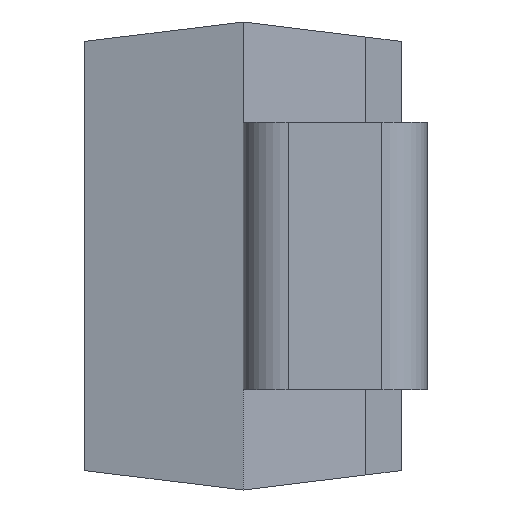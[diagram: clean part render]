
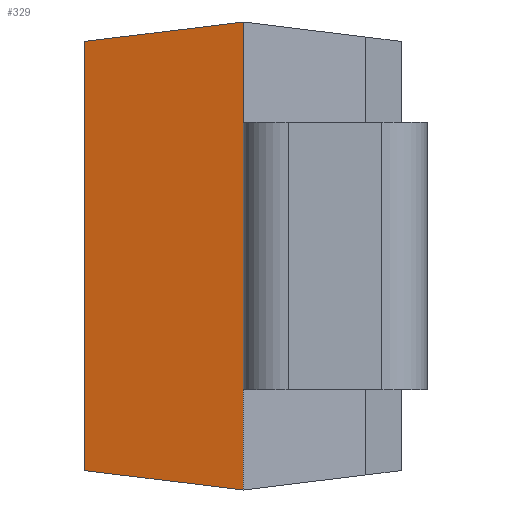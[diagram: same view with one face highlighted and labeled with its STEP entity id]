
A CAD part, left-side view. The second image highlights one B-rep face of the part: STEP entity #329.
In plain terms, the highlighted planar face has unit normal (-0.978, 0.208, 0).
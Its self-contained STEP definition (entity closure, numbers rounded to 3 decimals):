
#148 = DIRECTION ( 'NONE',  ( -0.206, -0.971, -0.119 ) ) ;
#153 = PLANE ( 'NONE',  #800 ) ;
#261 = ORIENTED_EDGE ( 'NONE', *, *, #768, .F. ) ;
#271 = CARTESIAN_POINT ( 'NONE',  ( -2.163, 1.425, 1.813 ) ) ;
#311 = ORIENTED_EDGE ( 'NONE', *, *, #1452, .T. ) ;
#329 = ADVANCED_FACE ( 'NONE', ( #897 ), #153, .F. ) ;
#435 = CARTESIAN_POINT ( 'NONE',  ( -2.163, 1.425, 1.813 ) ) ;
#445 = VERTEX_POINT ( 'NONE', #435 ) ;
#485 = ORIENTED_EDGE ( 'NONE', *, *, #1570, .T. ) ;
#588 = DIRECTION ( 'NONE',  ( 0.206, 0.971, -0.119 ) ) ;
#766 = VERTEX_POINT ( 'NONE', #1135 ) ;
#767 = LINE ( 'NONE', #271, #971 ) ;
#768 = EDGE_CURVE ( 'NONE', #445, #874, #767, .T. ) ;
#773 = LINE ( 'NONE', #1405, #824 ) ;
#800 = AXIS2_PLACEMENT_3D ( 'NONE', #887, #1018, #1390 ) ;
#824 = VECTOR ( 'NONE', #148, 1000. ) ;
#830 = LINE ( 'NONE', #1333, #1148 ) ;
#846 = EDGE_LOOP ( 'NONE', ( #261, #311, #485, #1458 ) ) ;
#874 = VERTEX_POINT ( 'NONE', #1584 ) ;
#887 = CARTESIAN_POINT ( 'NONE',  ( -2.163, 1.425, 1.813 ) ) ;
#897 = FACE_OUTER_BOUND ( 'NONE', #846, .T. ) ;
#916 = CARTESIAN_POINT ( 'NONE',  ( -1.902, 2.65, 1.813 ) ) ;
#925 = VERTEX_POINT ( 'NONE', #1228 ) ;
#971 = VECTOR ( 'NONE', #1504, 1000. ) ;
#1018 = DIRECTION ( 'NONE',  ( 0.978, -0.208, 0. ) ) ;
#1108 = EDGE_CURVE ( 'NONE', #925, #874, #773, .T. ) ;
#1135 = CARTESIAN_POINT ( 'NONE',  ( -1.902, 2.65, 1.662 ) ) ;
#1148 = VECTOR ( 'NONE', #588, 1000. ) ;
#1228 = CARTESIAN_POINT ( 'NONE',  ( -1.902, 2.65, -1.662 ) ) ;
#1311 = LINE ( 'NONE', #916, #1470 ) ;
#1333 = CARTESIAN_POINT ( 'NONE',  ( -2.163, 1.425, 1.813 ) ) ;
#1390 = DIRECTION ( 'NONE',  ( 0.208, 0.978, 0. ) ) ;
#1405 = CARTESIAN_POINT ( 'NONE',  ( -2.073, 1.845, -1.761 ) ) ;
#1452 = EDGE_CURVE ( 'NONE', #445, #766, #830, .T. ) ;
#1458 = ORIENTED_EDGE ( 'NONE', *, *, #1108, .T. ) ;
#1470 = VECTOR ( 'NONE', #1547, 1000. ) ;
#1504 = DIRECTION ( 'NONE',  ( 0., 0., -1. ) ) ;
#1547 = DIRECTION ( 'NONE',  ( 0., 0., -1. ) ) ;
#1570 = EDGE_CURVE ( 'NONE', #766, #925, #1311, .T. ) ;
#1584 = CARTESIAN_POINT ( 'NONE',  ( -2.163, 1.425, -1.812 ) ) ;
